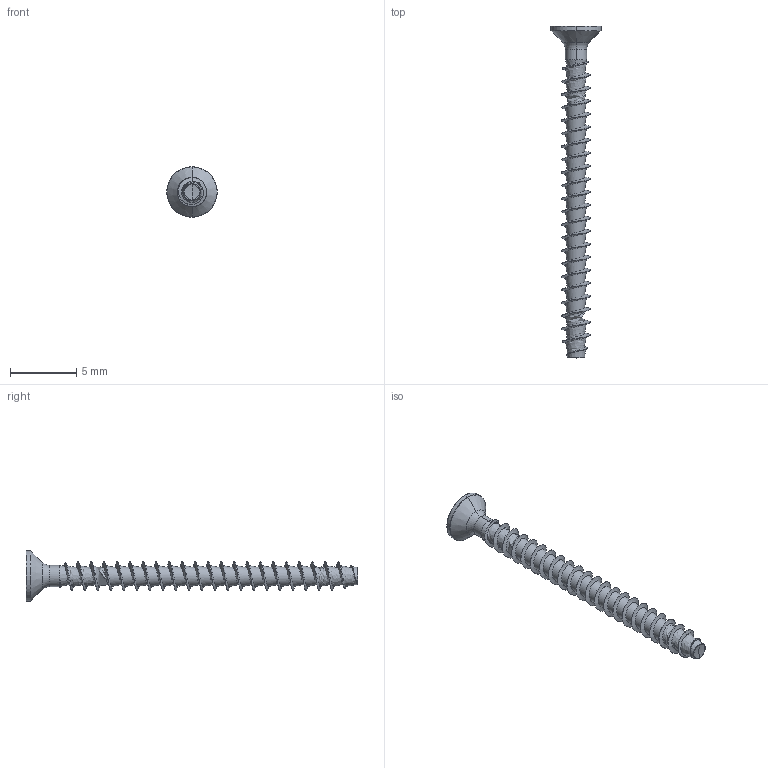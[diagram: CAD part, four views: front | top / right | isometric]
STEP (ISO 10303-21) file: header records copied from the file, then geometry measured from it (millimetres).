
FILE_DESCRIPTION (( 'STEP AP203' ), '1' );
FILE_NAME ('STP23A0220250.STEP', '2020-01-28T16:07:56', ( '' ), ( '' ), 'SwSTEP 2.0', 'SolidWorks 2015', '' );
FILE_SCHEMA (( 'CONFIG_CONTROL_DESIGN' ));
Length unit declared in the file: millimetre
Products named in the file (2): STP23A0220250
Bounding box: 3.8 x 25 x 3.8 mm (x, y, z)
Volume: 52.4 mm3; surface area: 223.1 mm2
Topology: 1 solids, 1 shells, 178 faces, 415 edges, 239 vertices
Faces by surface type: bspline 68, cylinder 45, plane 30, sphere 18, cone 11, torus 6
Entity records: 26528 total; most frequent: CARTESIAN_POINT 22939, ORIENTED_EDGE 826, DIRECTION 608, EDGE_CURVE 413, AXIS2_PLACEMENT_3D 248, VERTEX_POINT 239, EDGE_LOOP 180, ADVANCED_FACE 178
